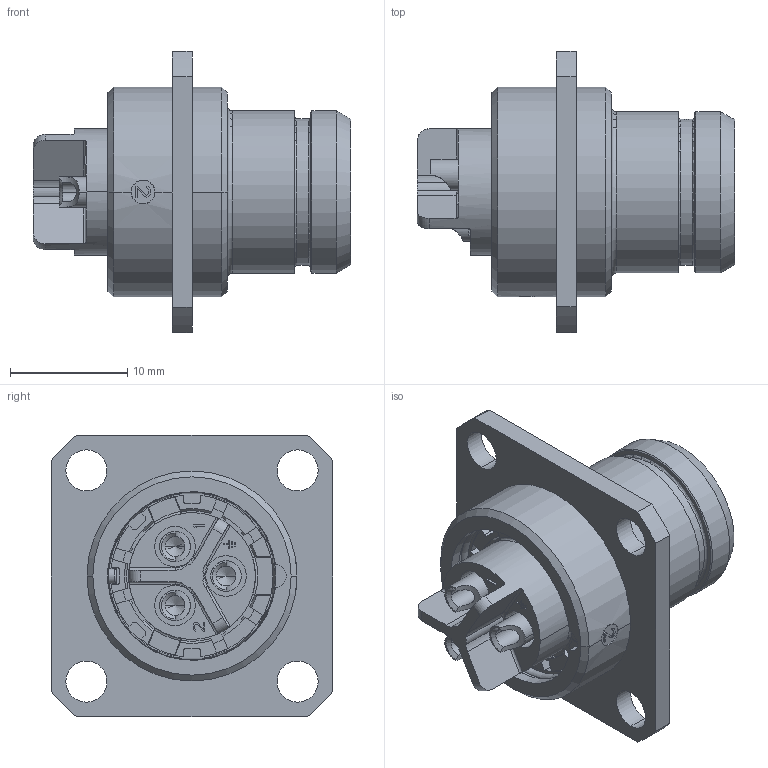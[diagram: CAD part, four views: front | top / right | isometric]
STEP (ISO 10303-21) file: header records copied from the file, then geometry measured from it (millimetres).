
FILE_DESCRIPTION((''),'2;1');
FILE_NAME('1331E193FZ','2024-07-17T13:12:01',('paultorloting'),('NET AG system integration'),'CREO PARAMETRIC BY PTC INC, 2021404','CREO PARAMETRIC BY PTC INC, 2021404','');
FILE_SCHEMA(('AUTOMOTIVE_DESIGN { 1 0 10303 214 1 1 1 1 }'));
Length unit declared in the file: millimetre
Products named in the file (1): 1331E193FZ
Bounding box: 27.05 x 24 x 24 mm (x, y, z)
Volume: 3912.7 mm3; surface area: 4975.3 mm2
Topology: 1 solids, 2 shells, 560 faces, 1487 edges, 971 vertices
Faces by surface type: plane 317, cylinder 142, cone 65, torus 35, bspline 1
Entity records: 20887 total; most frequent: CARTESIAN_POINT 4274, ORIENTED_EDGE 2962, DIRECTION 2929, EDGE_CURVE 1481, AXIS2_PLACEMENT_3D 1028, VERTEX_POINT 971, VECTOR 870, LINE 870
